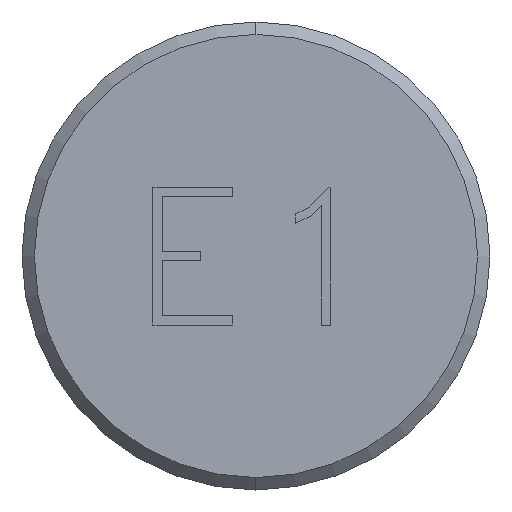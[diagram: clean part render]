
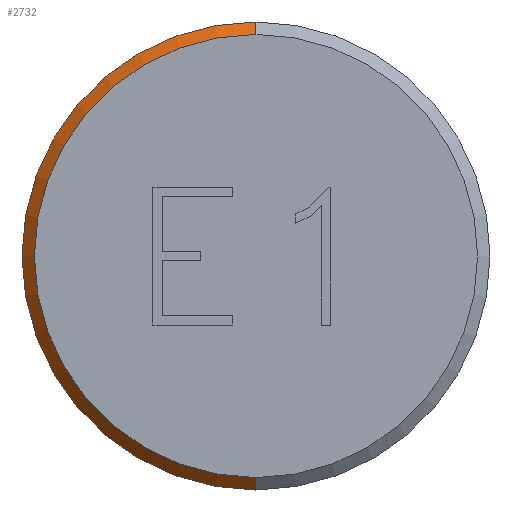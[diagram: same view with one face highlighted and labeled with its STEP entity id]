
A CAD part, left-side view. The second image highlights one B-rep face of the part: STEP entity #2732.
In plain terms, the highlighted conical face has half-angle 45 degrees and reference radius 12.2 mm.
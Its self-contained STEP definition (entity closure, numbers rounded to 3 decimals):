
#165 = VERTEX_POINT ( 'NONE', #1815 ) ;
#203 = EDGE_CURVE ( 'NONE', #2421, #579, #2912, .T. ) ;
#514 = AXIS2_PLACEMENT_3D ( 'NONE', #2533, #1494, #2045 ) ;
#562 = CARTESIAN_POINT ( 'NONE',  ( 0., 0., 0. ) ) ;
#575 = DIRECTION ( 'NONE',  ( 1., 0., 0. ) ) ;
#579 = VERTEX_POINT ( 'NONE', #703 ) ;
#671 = ORIENTED_EDGE ( 'NONE', *, *, #203, .T. ) ;
#703 = CARTESIAN_POINT ( 'NONE',  ( 0., 0., 11.55 ) ) ;
#705 = DIRECTION ( 'NONE',  ( 0.707, 0., -0.707 ) ) ;
#1095 = VERTEX_POINT ( 'NONE', #1858 ) ;
#1167 = DIRECTION ( 'NONE',  ( 0.707, 0., 0.707 ) ) ;
#1177 = CARTESIAN_POINT ( 'NONE',  ( 0.65, 0., -12.2 ) ) ;
#1251 = VECTOR ( 'NONE', #1167, 1000. ) ;
#1320 = DIRECTION ( 'NONE',  ( 1., 0., 0. ) ) ;
#1454 = EDGE_CURVE ( 'NONE', #165, #1095, #2872, .T. ) ;
#1494 = DIRECTION ( 'NONE',  ( 1., 0., 0. ) ) ;
#1578 = CONICAL_SURFACE ( 'NONE', #514, 12.2, 0.785 ) ;
#1662 = ORIENTED_EDGE ( 'NONE', *, *, #2981, .F. ) ;
#1745 = ORIENTED_EDGE ( 'NONE', *, *, #1454, .F. ) ;
#1762 = EDGE_CURVE ( 'NONE', #579, #1095, #2704, .T. ) ;
#1763 = ORIENTED_EDGE ( 'NONE', *, *, #1762, .T. ) ;
#1815 = CARTESIAN_POINT ( 'NONE',  ( 0.65, 0., -12.2 ) ) ;
#1852 = DIRECTION ( 'NONE',  ( 0., 0., -1. ) ) ;
#1858 = CARTESIAN_POINT ( 'NONE',  ( 0.65, 0., 12.2 ) ) ;
#1859 = DIRECTION ( 'NONE',  ( 0., 0., -1. ) ) ;
#2045 = DIRECTION ( 'NONE',  ( 0., 0., -1. ) ) ;
#2106 = CARTESIAN_POINT ( 'NONE',  ( 0.65, 0., 0. ) ) ;
#2135 = VECTOR ( 'NONE', #705, 1000. ) ;
#2317 = CARTESIAN_POINT ( 'NONE',  ( 0., 0., -11.55 ) ) ;
#2421 = VERTEX_POINT ( 'NONE', #2317 ) ;
#2533 = CARTESIAN_POINT ( 'NONE',  ( 0.65, 0., 0. ) ) ;
#2704 = LINE ( 'NONE', #2978, #1251 ) ;
#2715 = AXIS2_PLACEMENT_3D ( 'NONE', #2106, #575, #1852 ) ;
#2732 = ADVANCED_FACE ( 'NONE', ( #2794 ), #1578, .T. ) ;
#2794 = FACE_OUTER_BOUND ( 'NONE', #2811, .T. ) ;
#2811 = EDGE_LOOP ( 'NONE', ( #671, #1763, #1745, #1662 ) ) ;
#2872 = CIRCLE ( 'NONE', #2715, 12.2 ) ;
#2912 = CIRCLE ( 'NONE', #2919, 11.55 ) ;
#2919 = AXIS2_PLACEMENT_3D ( 'NONE', #562, #1320, #1859 ) ;
#2948 = LINE ( 'NONE', #1177, #2135 ) ;
#2978 = CARTESIAN_POINT ( 'NONE',  ( 0.65, 0., 12.2 ) ) ;
#2981 = EDGE_CURVE ( 'NONE', #2421, #165, #2948, .T. ) ;
